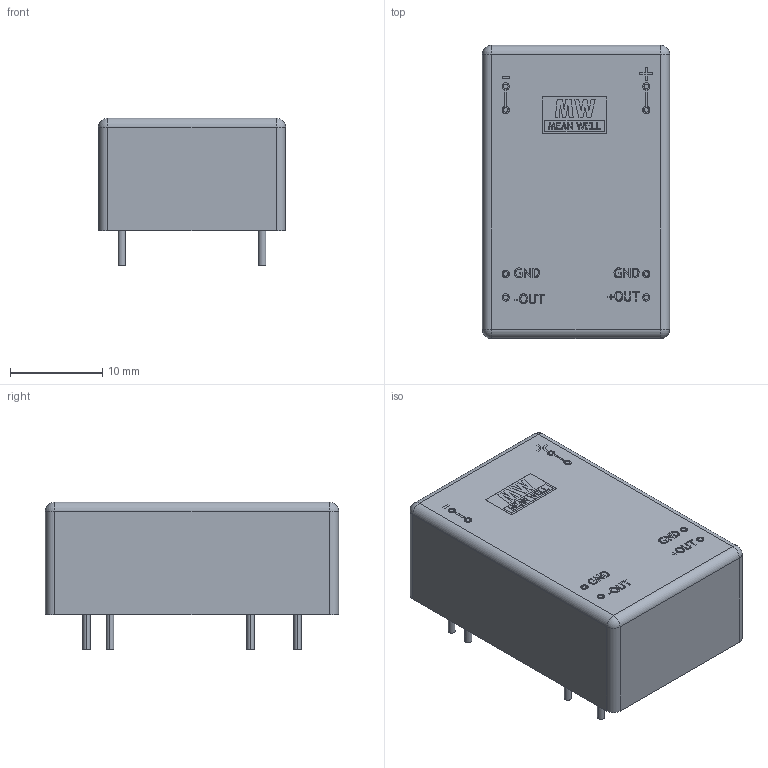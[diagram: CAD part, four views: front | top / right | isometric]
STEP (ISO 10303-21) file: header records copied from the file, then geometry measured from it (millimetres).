
FILE_DESCRIPTION (( 'STEP AP214' ), '1' );
FILE_NAME ('DCWN.STEP', '2019-07-04T14:20:04', ( '' ), ( '' ), 'SwSTEP 2.0', 'SolidWorks 2018', '' );
FILE_SCHEMA (( 'AUTOMOTIVE_DESIGN' ));
Length unit declared in the file: millimetre
Products named in the file (1): DCWN
Bounding box: 20.3 x 31.8 x 16.02 mm (x, y, z)
Volume: 7859 mm3; surface area: 2573.9 mm2
Topology: 1 solids, 1 shells, 402 faces, 1027 edges, 678 vertices
Faces by surface type: plane 280, cylinder 60, bspline 58, sphere 4
Entity records: 19631 total; most frequent: CARTESIAN_POINT 5714, ORIENTED_EDGE 2046, DIRECTION 1717, EDGE_CURVE 1023, LINE 787, VECTOR 787, VERTEX_POINT 678, AXIS2_PLACEMENT_3D 465
